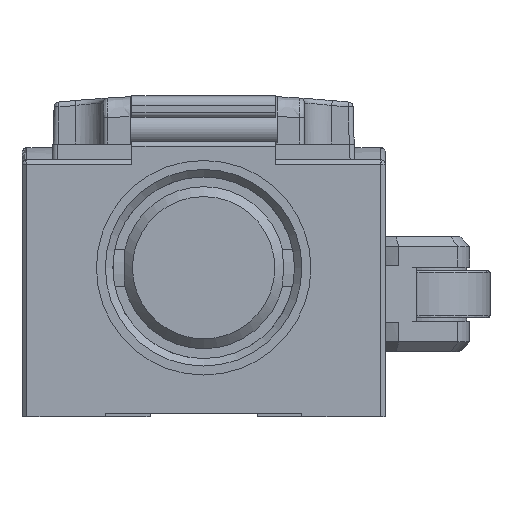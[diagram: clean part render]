
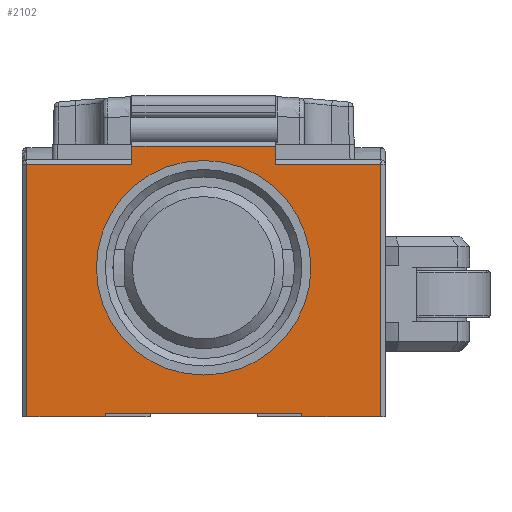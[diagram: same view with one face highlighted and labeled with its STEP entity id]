
A CAD part, front view. The second image highlights one B-rep face of the part: STEP entity #2102.
In plain terms, the highlighted planar face has unit normal (0, -1, 0).
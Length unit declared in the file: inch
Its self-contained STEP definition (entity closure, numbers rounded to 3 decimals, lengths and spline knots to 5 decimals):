
#75 = CARTESIAN_POINT ( 'NONE',  ( 0.3937, -3.54331, 0. ) ) ;
#296 = VERTEX_POINT ( 'NONE', #13751 ) ;
#432 = EDGE_CURVE ( 'NONE', #6701, #12078, #10917, .T. ) ;
#943 = DIRECTION ( 'NONE',  ( 0., 0., -1. ) ) ;
#975 = DIRECTION ( 'NONE',  ( 1., 0., 0. ) ) ;
#1289 = EDGE_CURVE ( 'NONE', #5984, #5984, #5711, .T. ) ;
#1290 = CARTESIAN_POINT ( 'NONE',  ( 0., -3.54331, 0.15256 ) ) ;
#1321 = EDGE_CURVE ( 'NONE', #296, #5701, #14355, .T. ) ;
#1324 = CARTESIAN_POINT ( 'NONE',  ( 0.6063, -3.54331, 1.0689 ) ) ;
#1340 = CARTESIAN_POINT ( 'NONE',  ( 0., -3.54331, 0.58268 ) ) ;
#1575 = CARTESIAN_POINT ( 'NONE',  ( -0.2874, -3.54331, 1.0689 ) ) ;
#1869 = LINE ( 'NONE', #17535, #2704 ) ;
#2014 = EDGE_CURVE ( 'NONE', #8997, #11969, #16519, .T. ) ;
#2102 = ADVANCED_FACE ( 'NONE', ( #2373, #18143 ), #2488, .T. ) ;
#2172 = DIRECTION ( 'NONE',  ( 1., 0., 0. ) ) ;
#2373 = FACE_OUTER_BOUND ( 'NONE', #12736, .T. ) ;
#2488 = PLANE ( 'NONE',  #9878 ) ;
#2704 = VECTOR ( 'NONE', #2172, 39.37008 ) ;
#3163 = CARTESIAN_POINT ( 'NONE',  ( 0.3937, -3.54331, 0. ) ) ;
#3547 = VECTOR ( 'NONE', #13054, 39.37008 ) ;
#3581 = VERTEX_POINT ( 'NONE', #14568 ) ;
#3735 = VECTOR ( 'NONE', #15945, 39.37008 ) ;
#4054 = CARTESIAN_POINT ( 'NONE',  ( 0.2874, -3.54331, 0. ) ) ;
#4426 = EDGE_CURVE ( 'NONE', #7798, #8997, #17533, .T. ) ;
#4569 = VECTOR ( 'NONE', #17893, 39.37008 ) ;
#4648 = VECTOR ( 'NONE', #19253, 39.37008 ) ;
#4733 = VECTOR ( 'NONE', #19231, 39.37008 ) ;
#4746 = VERTEX_POINT ( 'NONE', #19018 ) ;
#4816 = EDGE_CURVE ( 'NONE', #9819, #4746, #19725, .T. ) ;
#4943 = EDGE_CURVE ( 'NONE', #3581, #5701, #15250, .T. ) ;
#5063 = ORIENTED_EDGE ( 'NONE', *, *, #1321, .T. ) ;
#5207 = CARTESIAN_POINT ( 'NONE',  ( 0., -3.54331, 0. ) ) ;
#5229 = CARTESIAN_POINT ( 'NONE',  ( -0.3937, -3.54331, 0. ) ) ;
#5525 = EDGE_CURVE ( 'NONE', #4746, #19255, #5725, .T. ) ;
#5666 = CARTESIAN_POINT ( 'NONE',  ( 0.6063, -3.54331, -0.01575 ) ) ;
#5701 = VERTEX_POINT ( 'NONE', #3163 ) ;
#5711 = CIRCLE ( 'NONE', #19674, 0.43012 ) ;
#5725 = LINE ( 'NONE', #1324, #19763 ) ;
#5984 = VERTEX_POINT ( 'NONE', #1290 ) ;
#6039 = DIRECTION ( 'NONE',  ( 0., 0., -1. ) ) ;
#6553 = LINE ( 'NONE', #13052, #4648 ) ;
#6701 = VERTEX_POINT ( 'NONE', #13267 ) ;
#7214 = EDGE_CURVE ( 'NONE', #19255, #7798, #16153, .T. ) ;
#7365 = ORIENTED_EDGE ( 'NONE', *, *, #4943, .F. ) ;
#7452 = ORIENTED_EDGE ( 'NONE', *, *, #4816, .T. ) ;
#7493 = LINE ( 'NONE', #5666, #9759 ) ;
#7618 = DIRECTION ( 'NONE',  ( 0., 0., 1. ) ) ;
#7798 = VERTEX_POINT ( 'NONE', #16838 ) ;
#8253 = CARTESIAN_POINT ( 'NONE',  ( 0.70866, -3.54331, 0. ) ) ;
#8997 = VERTEX_POINT ( 'NONE', #14615 ) ;
#9182 = EDGE_CURVE ( 'NONE', #11969, #15443, #7493, .T. ) ;
#9759 = VECTOR ( 'NONE', #975, 39.37008 ) ;
#9819 = VERTEX_POINT ( 'NONE', #17819 ) ;
#9878 = AXIS2_PLACEMENT_3D ( 'NONE', #16620, #13357, #13568 ) ;
#10173 = EDGE_LOOP ( 'NONE', ( #18955 ) ) ;
#10355 = ORIENTED_EDGE ( 'NONE', *, *, #18261, .T. ) ;
#10917 = LINE ( 'NONE', #8253, #12203 ) ;
#11004 = ORIENTED_EDGE ( 'NONE', *, *, #432, .T. ) ;
#11969 = VERTEX_POINT ( 'NONE', #15786 ) ;
#12078 = VERTEX_POINT ( 'NONE', #19124 ) ;
#12203 = VECTOR ( 'NONE', #15789, 39.37008 ) ;
#12736 = EDGE_LOOP ( 'NONE', ( #7365, #17899, #11004, #13176, #7452, #18764, #17471, #13148, #15192, #16227, #10355, #5063 ) ) ;
#12860 = LINE ( 'NONE', #5229, #3547 ) ;
#13052 = CARTESIAN_POINT ( 'NONE',  ( 0.6063, -3.54331, 0.99606 ) ) ;
#13054 = DIRECTION ( 'NONE',  ( 0., 0., 1. ) ) ;
#13148 = ORIENTED_EDGE ( 'NONE', *, *, #4426, .T. ) ;
#13176 = ORIENTED_EDGE ( 'NONE', *, *, #14210, .T. ) ;
#13267 = CARTESIAN_POINT ( 'NONE',  ( 0.70866, -3.54331, -0.01575 ) ) ;
#13357 = DIRECTION ( 'NONE',  ( 0., -1., 0. ) ) ;
#13568 = DIRECTION ( 'NONE',  ( 0., 0., -1. ) ) ;
#13751 = CARTESIAN_POINT ( 'NONE',  ( -0.3937, -3.54331, 0. ) ) ;
#13760 = DIRECTION ( 'NONE',  ( 0., 1., 0. ) ) ;
#14142 = EDGE_CURVE ( 'NONE', #3581, #6701, #1869, .T. ) ;
#14210 = EDGE_CURVE ( 'NONE', #12078, #9819, #6553, .T. ) ;
#14355 = LINE ( 'NONE', #5207, #4733 ) ;
#14568 = CARTESIAN_POINT ( 'NONE',  ( 0.3937, -3.54331, -0.01575 ) ) ;
#14615 = CARTESIAN_POINT ( 'NONE',  ( -0.70866, -3.54331, 0.99606 ) ) ;
#14624 = CARTESIAN_POINT ( 'NONE',  ( -0.2874, -3.54331, 0. ) ) ;
#15113 = CARTESIAN_POINT ( 'NONE',  ( -0.3937, -3.54331, -0.01575 ) ) ;
#15192 = ORIENTED_EDGE ( 'NONE', *, *, #2014, .T. ) ;
#15250 = LINE ( 'NONE', #75, #16502 ) ;
#15443 = VERTEX_POINT ( 'NONE', #15113 ) ;
#15786 = CARTESIAN_POINT ( 'NONE',  ( -0.70866, -3.54331, -0.01575 ) ) ;
#15789 = DIRECTION ( 'NONE',  ( 0., 0., 1. ) ) ;
#15810 = CARTESIAN_POINT ( 'NONE',  ( 0.6063, -3.54331, 0.99606 ) ) ;
#15945 = DIRECTION ( 'NONE',  ( 0., 0., -1. ) ) ;
#16153 = LINE ( 'NONE', #14624, #3735 ) ;
#16227 = ORIENTED_EDGE ( 'NONE', *, *, #9182, .T. ) ;
#16502 = VECTOR ( 'NONE', #7618, 39.37008 ) ;
#16519 = LINE ( 'NONE', #19863, #17991 ) ;
#16620 = CARTESIAN_POINT ( 'NONE',  ( 0.6063, -3.54331, 0. ) ) ;
#16838 = CARTESIAN_POINT ( 'NONE',  ( -0.2874, -3.54331, 0.99606 ) ) ;
#17471 = ORIENTED_EDGE ( 'NONE', *, *, #7214, .T. ) ;
#17533 = LINE ( 'NONE', #15810, #18221 ) ;
#17535 = CARTESIAN_POINT ( 'NONE',  ( 0.6063, -3.54331, -0.01575 ) ) ;
#17628 = DIRECTION ( 'NONE',  ( -1., 0., 0. ) ) ;
#17819 = CARTESIAN_POINT ( 'NONE',  ( 0.2874, -3.54331, 0.99606 ) ) ;
#17893 = DIRECTION ( 'NONE',  ( 0., 0., 1. ) ) ;
#17899 = ORIENTED_EDGE ( 'NONE', *, *, #14142, .T. ) ;
#17991 = VECTOR ( 'NONE', #943, 39.37008 ) ;
#18143 = FACE_BOUND ( 'NONE', #10173, .T. ) ;
#18221 = VECTOR ( 'NONE', #17628, 39.37008 ) ;
#18261 = EDGE_CURVE ( 'NONE', #15443, #296, #12860, .T. ) ;
#18764 = ORIENTED_EDGE ( 'NONE', *, *, #5525, .T. ) ;
#18955 = ORIENTED_EDGE ( 'NONE', *, *, #1289, .T. ) ;
#19018 = CARTESIAN_POINT ( 'NONE',  ( 0.2874, -3.54331, 1.0689 ) ) ;
#19124 = CARTESIAN_POINT ( 'NONE',  ( 0.70866, -3.54331, 0.99606 ) ) ;
#19231 = DIRECTION ( 'NONE',  ( 1., 0., 0. ) ) ;
#19253 = DIRECTION ( 'NONE',  ( -1., 0., 0. ) ) ;
#19255 = VERTEX_POINT ( 'NONE', #1575 ) ;
#19650 = DIRECTION ( 'NONE',  ( -1., 0., 0. ) ) ;
#19674 = AXIS2_PLACEMENT_3D ( 'NONE', #1340, #13760, #6039 ) ;
#19725 = LINE ( 'NONE', #4054, #4569 ) ;
#19763 = VECTOR ( 'NONE', #19650, 39.37008 ) ;
#19863 = CARTESIAN_POINT ( 'NONE',  ( -0.70866, -3.54331, 0. ) ) ;
